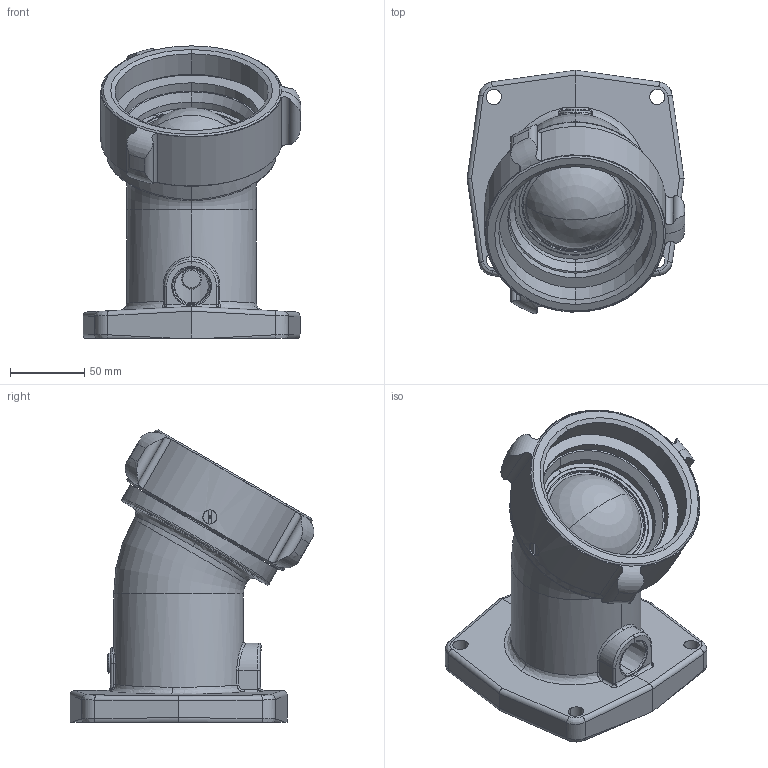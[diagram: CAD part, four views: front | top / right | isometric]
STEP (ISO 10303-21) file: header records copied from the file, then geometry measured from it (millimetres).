
FILE_DESCRIPTION((''),'2;1');
FILE_NAME('78352009','2017-01-31T',('sobrien2'),(''),'CREO PARAMETRIC BY PTC INC, 2015290','CREO PARAMETRIC BY PTC INC, 2015290','');
FILE_SCHEMA(('CONFIG_CONTROL_DESIGN'));
Length unit declared in the file: inch
Products named in the file (1): 78352009
Bounding box: 146.67 x 164.18 x 196.71 mm (x, y, z)
Surface area: 168992 mm2 (no closed solid volume)
Topology: 0 solids, 8 shells, 239 faces, 590 edges, 361 vertices
Faces by surface type: cylinder 100, plane 51, bspline 48, cone 22, torus 14, sphere 4
Entity records: 11342 total; most frequent: CARTESIAN_POINT 6062, ORIENTED_EDGE 1116, DIRECTION 1014, EDGE_CURVE 586, AXIS2_PLACEMENT_3D 407, VERTEX_POINT 361, EDGE_LOOP 263, FACE_OUTER_BOUND 239
